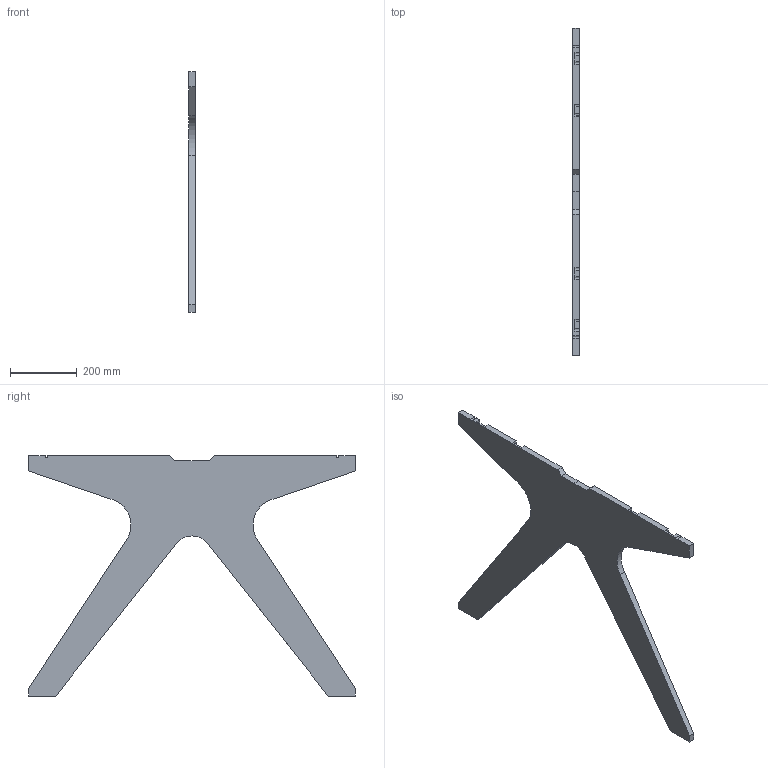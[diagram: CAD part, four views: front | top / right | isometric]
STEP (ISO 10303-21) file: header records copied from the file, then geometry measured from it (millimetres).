
FILE_DESCRIPTION(('CATIA V5 STEP Exchange'),'2;1');
FILE_NAME('TeamDesk_1.6_Pied18 Int.stp','2018-11-01T13:52:51+00:00',('none'),('none'),'CATIA Version 5 Release 20 GA (IN-10)','CATIA V5 STEP AP203','none');
FILE_SCHEMA(('CONFIG_CONTROL_DESIGN'));
Length unit declared in the file: millimetre
Products named in the file (1): TeamDesk_1.6_Pied18 Int
Bounding box: 18 x 980 x 720 mm (x, y, z)
Volume: 4634262.1 mm3; surface area: 646537.2 mm2
Topology: 1 solids, 1 shells, 91 faces, 264 edges, 176 vertices
Faces by surface type: plane 63, cylinder 28
Entity records: 2895 total; most frequent: ORIENTED_EDGE 528, CARTESIAN_POINT 515, DIRECTION 412, EDGE_CURVE 264, VECTOR 206, LINE 206, VERTEX_POINT 176, AXIS2_PLACEMENT_3D 133
